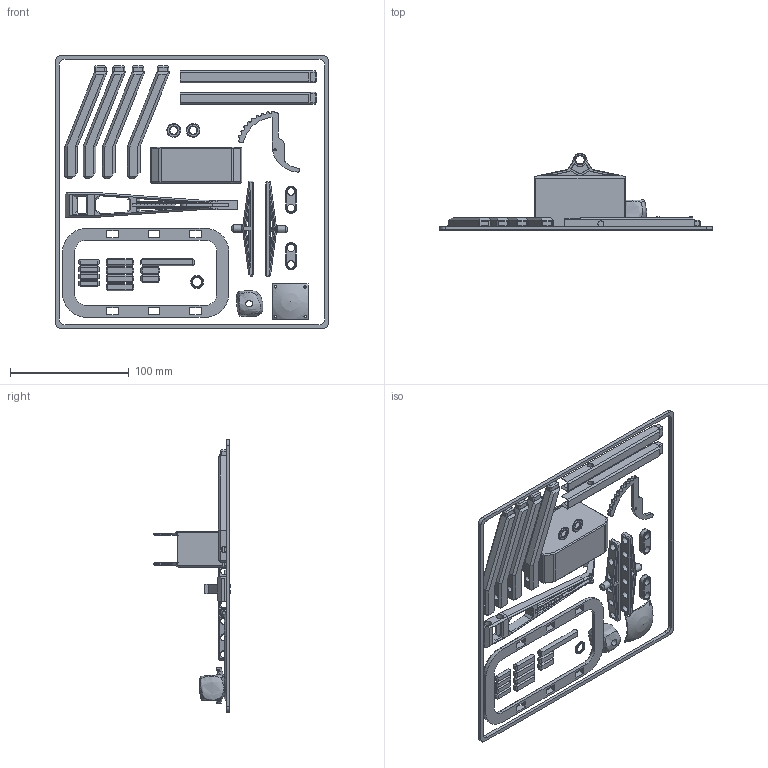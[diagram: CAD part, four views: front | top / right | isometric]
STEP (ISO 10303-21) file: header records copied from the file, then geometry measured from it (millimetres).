
FILE_DESCRIPTION(/* description */ (''),/* implementation_level */ '2;1');
FILE_NAME(/* name */ 'trebuchet-printable-kit.stp',/* time_stamp */ '2024-12-25T09:56:25Z',/* author */ ('iwheard'),/* organization */ (''),/* preprocessor_version */ 'ST-DEVELOPER v19',/* originating_system */ 'Autodesk Inventor 2023',/* authorisation */ '');
FILE_SCHEMA (('AUTOMOTIVE_DESIGN { 1 0 10303 214 3 1 1 }'));
Length unit declared in the file: millimetre
Products named in the file (21): trebuchet-printable; pins; bolder; sling; V2-baseplate; V2-upright-a; V2-a-frame; V2-pivot-a; V2-throw-arm; v2-ratchet; V2-counterweight; V2-pivot-mirror; V2-upright-mirror; V2-a-frame-B; V2-a-frame-C; V2-a-frame-D; V2-spacer-A; V2-spacer-B; washers; throw-ring; border
Assembly tree (21 placements, depth 2):
  trebuchet-printable
    pins
    bolder
    sling
    washers  x2
    V2-baseplate
    V2-upright-a
    V2-a-frame
    V2-pivot-a
    V2-throw-arm
    v2-ratchet
    V2-counterweight
    V2-pivot-mirror
    V2-upright-mirror
    V2-a-frame-B
    V2-a-frame-C
    V2-a-frame-D
    V2-spacer-A
    V2-spacer-B
    throw-ring
    border
Bounding box: 230 x 65 x 230 mm (x, y, z)
Volume: 140185.7 mm3; surface area: 100398.3 mm2
Topology: 32 solids, 32 shells, 939 faces, 2316 edges, 1434 vertices
Faces by surface type: plane 679, cylinder 150, cone 67, bspline 41, sphere 2
Full cylindrical faces by diameter (mm): 2 x7, 5 x6, 6 x20, 6.3 x4, 6.4 x2, 7 x2, 7.4 x1, 10.8 x1, 11.6 x2
Entity records: 34871 total; most frequent: CARTESIAN_POINT 12066, ORIENTED_EDGE 4596, DIRECTION 4429, EDGE_CURVE 2298, LINE 1735, VECTOR 1735, VERTEX_POINT 1424, AXIS2_PLACEMENT_3D 1347
